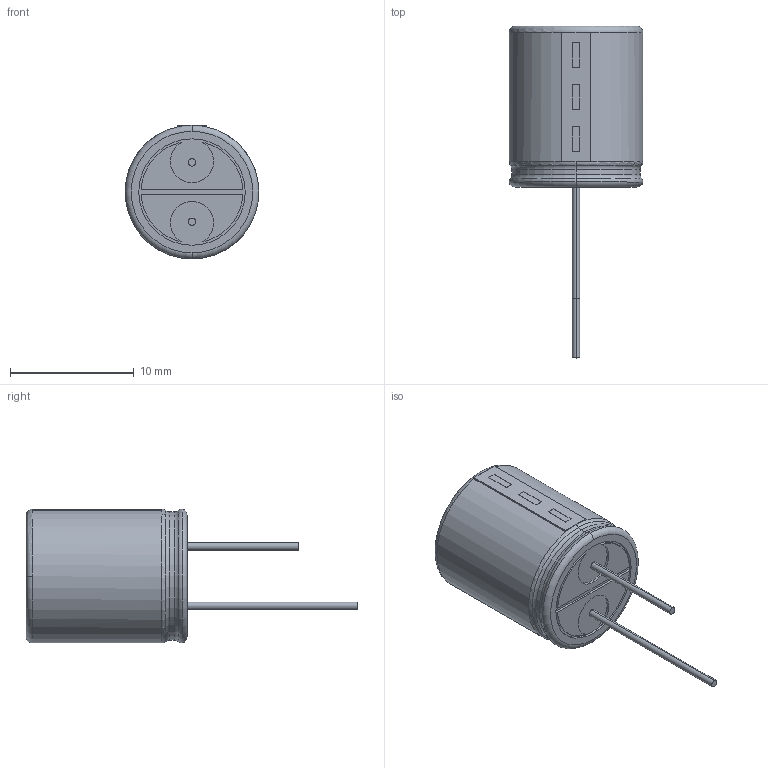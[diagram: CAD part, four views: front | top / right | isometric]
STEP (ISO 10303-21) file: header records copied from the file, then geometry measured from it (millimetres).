
FILE_DESCRIPTION (( 'STEP AP214' ), '1' );
FILE_NAME ('CAP 101.STEP', '2011-05-17T13:34:10', ( 'admin' ), ( '' ), 'SwSTEP 2.0', 'SolidWorks 2010', '' );
FILE_SCHEMA (( 'AUTOMOTIVE_DESIGN' ));
Length unit declared in the file: millimetre
Products named in the file (1): CAP 101
Bounding box: 10.8 x 26.8 x 10.81 mm (x, y, z)
Volume: 1179.2 mm3; surface area: 679.7 mm2
Topology: 2 solids, 2 shells, 82 faces, 180 edges, 110 vertices
Faces by surface type: plane 51, cylinder 19, torus 12
Entity records: 3183 total; most frequent: DIRECTION 416, CARTESIAN_POINT 379, ORIENTED_EDGE 360, EDGE_CURVE 180, AXIS2_PLACEMENT_3D 155, VERTEX_POINT 110, LINE 106, VECTOR 106
